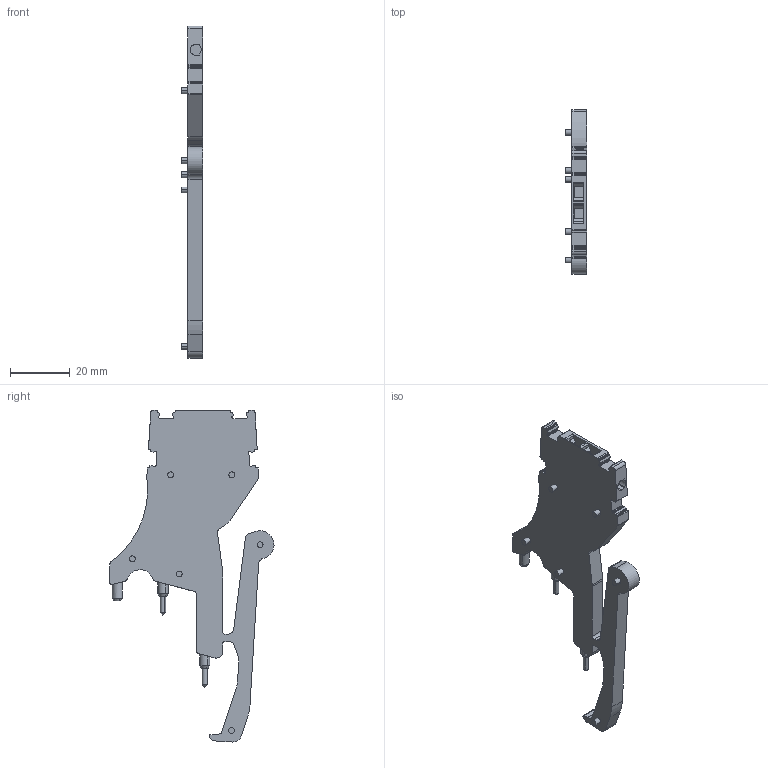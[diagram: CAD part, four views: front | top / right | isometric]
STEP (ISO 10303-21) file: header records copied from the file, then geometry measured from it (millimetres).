
FILE_DESCRIPTION(('CATIA V5R20 STEP214'),'2;1');
FILE_NAME ('5898229_3', '2014-07-07T09:30:08+00:00', ('Weidmueller Interface'), ('Weidmueller'), 'CATIA Version 5 Release 20 SP 5 (IN-10)', 'CATIA V5 STEP AP214', 'none');
FILE_SCHEMA(('AUTOMOTIVE_DESIGN { 1 0 10303 214 1 1 1 1 }'));
Length unit declared in the file: millimetre
Products named in the file (1): WTA_4N_ZA_S3D
Bounding box: 7.25 x 55.08 x 111.45 mm (x, y, z)
Volume: 12814.8 mm3; surface area: 8154.3 mm2
Topology: 1 solids, 1 shells, 281 faces, 778 edges, 516 vertices
Faces by surface type: plane 148, cylinder 121, cone 10, extrusion 2
Entity records: 10547 total; most frequent: CARTESIAN_POINT 1686, ORIENTED_EDGE 1548, DIRECTION 1209, EDGE_CURVE 774, VERTEX_POINT 516, VECTOR 510, LINE 508, AXIS2_PLACEMENT_3D 472
